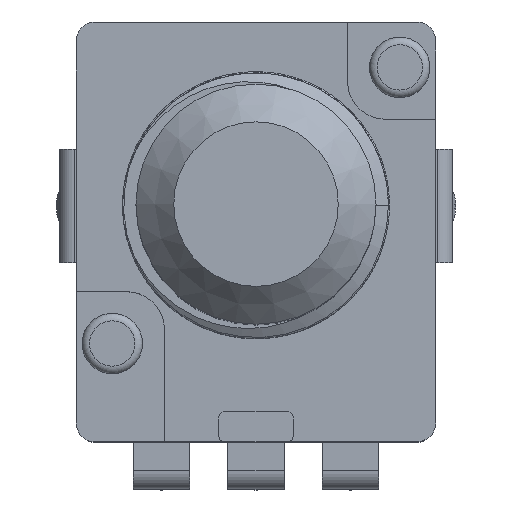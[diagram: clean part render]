
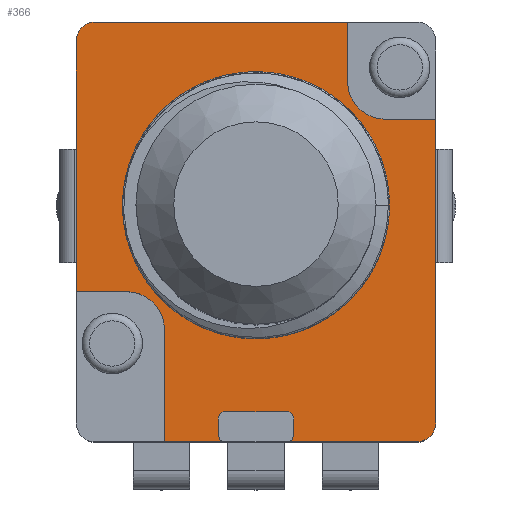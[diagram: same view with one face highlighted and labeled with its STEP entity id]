
A CAD part, top view. The second image highlights one B-rep face of the part: STEP entity #366.
In plain terms, the highlighted planar face has unit normal (0, 0, 1).
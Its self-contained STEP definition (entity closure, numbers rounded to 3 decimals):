
#108 = VERTEX_POINT('',#109);
#109 = CARTESIAN_POINT('',(4.75,2.28,3.));
#115 = EDGE_CURVE('',#108,#116,#118,.T.);
#116 = VERTEX_POINT('',#117);
#117 = CARTESIAN_POINT('',(4.75,-5.75,3.));
#118 = LINE('',#119,#120);
#119 = CARTESIAN_POINT('',(4.75,4.85,3.));
#120 = VECTOR('',#121,1.);
#121 = DIRECTION('',(0.,-1.,0.));
#165 = VERTEX_POINT('',#166);
#166 = CARTESIAN_POINT('',(3.42,2.28,3.));
#172 = EDGE_CURVE('',#108,#165,#173,.T.);
#173 = LINE('',#174,#175);
#174 = CARTESIAN_POINT('',(4.75,2.28,3.));
#175 = VECTOR('',#176,1.);
#176 = DIRECTION('',(-1.,0.,0.));
#195 = VERTEX_POINT('',#196);
#196 = CARTESIAN_POINT('',(-4.25,4.85,3.));
#202 = EDGE_CURVE('',#195,#203,#205,.T.);
#203 = VERTEX_POINT('',#204);
#204 = CARTESIAN_POINT('',(2.42,4.85,3.));
#205 = LINE('',#206,#207);
#206 = CARTESIAN_POINT('',(-4.75,4.85,3.));
#207 = VECTOR('',#208,1.);
#208 = DIRECTION('',(1.,0.,0.));
#227 = VERTEX_POINT('',#228);
#228 = CARTESIAN_POINT('',(2.42,3.28,3.));
#236 = EDGE_CURVE('',#227,#165,#237,.T.);
#237 = CIRCLE('',#238,1.);
#238 = AXIS2_PLACEMENT_3D('',#239,#240,#241);
#239 = CARTESIAN_POINT('',(3.42,3.28,3.));
#240 = DIRECTION('',(0.,0.,1.));
#241 = DIRECTION('',(1.,0.,0.));
#254 = EDGE_CURVE('',#203,#227,#255,.T.);
#255 = LINE('',#256,#257);
#256 = CARTESIAN_POINT('',(2.42,4.85,3.));
#257 = VECTOR('',#258,1.);
#258 = DIRECTION('',(0.,-1.,0.));
#347 = VERTEX_POINT('',#348);
#348 = CARTESIAN_POINT('',(4.25,-6.25,3.));
#354 = EDGE_CURVE('',#116,#347,#355,.T.);
#355 = CIRCLE('',#356,0.5);
#356 = AXIS2_PLACEMENT_3D('',#357,#358,#359);
#357 = CARTESIAN_POINT('',(4.25,-5.75,3.));
#358 = DIRECTION('',(-0.,-0.,-1.));
#359 = DIRECTION('',(0.,-1.,0.));
#366 = ADVANCED_FACE('',(#367),#491,.F.);
#367 = FACE_BOUND('',#368,.F.);
#368 = EDGE_LOOP('',(#369,#379,#386,#387,#388,#389,#390,#391,#392,#400,
    #409,#417,#426,#434,#443,#451,#460,#468,#476,#485));
#369 = ORIENTED_EDGE('',*,*,#370,.T.);
#370 = EDGE_CURVE('',#371,#373,#375,.T.);
#371 = VERTEX_POINT('',#372);
#372 = CARTESIAN_POINT('',(-4.75,-2.28,3.));
#373 = VERTEX_POINT('',#374);
#374 = CARTESIAN_POINT('',(-4.75,4.35,3.));
#375 = LINE('',#376,#377);
#376 = CARTESIAN_POINT('',(-4.75,-6.25,3.));
#377 = VECTOR('',#378,1.);
#378 = DIRECTION('',(0.,1.,0.));
#379 = ORIENTED_EDGE('',*,*,#380,.F.);
#380 = EDGE_CURVE('',#195,#373,#381,.T.);
#381 = CIRCLE('',#382,0.5);
#382 = AXIS2_PLACEMENT_3D('',#383,#384,#385);
#383 = CARTESIAN_POINT('',(-4.25,4.35,3.));
#384 = DIRECTION('',(-0.,0.,1.));
#385 = DIRECTION('',(0.,-1.,0.));
#386 = ORIENTED_EDGE('',*,*,#202,.T.);
#387 = ORIENTED_EDGE('',*,*,#254,.T.);
#388 = ORIENTED_EDGE('',*,*,#236,.T.);
#389 = ORIENTED_EDGE('',*,*,#172,.F.);
#390 = ORIENTED_EDGE('',*,*,#115,.T.);
#391 = ORIENTED_EDGE('',*,*,#354,.T.);
#392 = ORIENTED_EDGE('',*,*,#393,.T.);
#393 = EDGE_CURVE('',#347,#394,#396,.T.);
#394 = VERTEX_POINT('',#395);
#395 = CARTESIAN_POINT('',(0.8,-6.25,3.));
#396 = LINE('',#397,#398);
#397 = CARTESIAN_POINT('',(4.75,-6.25,3.));
#398 = VECTOR('',#399,1.);
#399 = DIRECTION('',(-1.,0.,0.));
#400 = ORIENTED_EDGE('',*,*,#401,.T.);
#401 = EDGE_CURVE('',#394,#402,#404,.T.);
#402 = VERTEX_POINT('',#403);
#403 = CARTESIAN_POINT('',(1.,-6.05,3.));
#404 = CIRCLE('',#405,0.2);
#405 = AXIS2_PLACEMENT_3D('',#406,#407,#408);
#406 = CARTESIAN_POINT('',(0.8,-6.05,3.));
#407 = DIRECTION('',(0.,0.,1.));
#408 = DIRECTION('',(1.,0.,0.));
#409 = ORIENTED_EDGE('',*,*,#410,.F.);
#410 = EDGE_CURVE('',#411,#402,#413,.T.);
#411 = VERTEX_POINT('',#412);
#412 = CARTESIAN_POINT('',(1.,-5.65,3.));
#413 = LINE('',#414,#415);
#414 = CARTESIAN_POINT('',(1.,-5.65,3.));
#415 = VECTOR('',#416,1.);
#416 = DIRECTION('',(0.,-1.,0.));
#417 = ORIENTED_EDGE('',*,*,#418,.T.);
#418 = EDGE_CURVE('',#411,#419,#421,.T.);
#419 = VERTEX_POINT('',#420);
#420 = CARTESIAN_POINT('',(0.8,-5.45,3.));
#421 = CIRCLE('',#422,0.2);
#422 = AXIS2_PLACEMENT_3D('',#423,#424,#425);
#423 = CARTESIAN_POINT('',(0.8,-5.65,3.));
#424 = DIRECTION('',(0.,0.,1.));
#425 = DIRECTION('',(1.,0.,0.));
#426 = ORIENTED_EDGE('',*,*,#427,.F.);
#427 = EDGE_CURVE('',#428,#419,#430,.T.);
#428 = VERTEX_POINT('',#429);
#429 = CARTESIAN_POINT('',(-0.8,-5.45,3.));
#430 = LINE('',#431,#432);
#431 = CARTESIAN_POINT('',(-0.8,-5.45,3.));
#432 = VECTOR('',#433,1.);
#433 = DIRECTION('',(1.,0.,0.));
#434 = ORIENTED_EDGE('',*,*,#435,.T.);
#435 = EDGE_CURVE('',#428,#436,#438,.T.);
#436 = VERTEX_POINT('',#437);
#437 = CARTESIAN_POINT('',(-1.,-5.65,3.));
#438 = CIRCLE('',#439,0.2);
#439 = AXIS2_PLACEMENT_3D('',#440,#441,#442);
#440 = CARTESIAN_POINT('',(-0.8,-5.65,3.));
#441 = DIRECTION('',(0.,0.,1.));
#442 = DIRECTION('',(1.,0.,0.));
#443 = ORIENTED_EDGE('',*,*,#444,.F.);
#444 = EDGE_CURVE('',#445,#436,#447,.T.);
#445 = VERTEX_POINT('',#446);
#446 = CARTESIAN_POINT('',(-1.,-6.05,3.));
#447 = LINE('',#448,#449);
#448 = CARTESIAN_POINT('',(-1.,-6.05,3.));
#449 = VECTOR('',#450,1.);
#450 = DIRECTION('',(0.,1.,0.));
#451 = ORIENTED_EDGE('',*,*,#452,.T.);
#452 = EDGE_CURVE('',#445,#453,#455,.T.);
#453 = VERTEX_POINT('',#454);
#454 = CARTESIAN_POINT('',(-0.8,-6.25,3.));
#455 = CIRCLE('',#456,0.2);
#456 = AXIS2_PLACEMENT_3D('',#457,#458,#459);
#457 = CARTESIAN_POINT('',(-0.8,-6.05,3.));
#458 = DIRECTION('',(0.,0.,1.));
#459 = DIRECTION('',(1.,0.,0.));
#460 = ORIENTED_EDGE('',*,*,#461,.T.);
#461 = EDGE_CURVE('',#453,#462,#464,.T.);
#462 = VERTEX_POINT('',#463);
#463 = CARTESIAN_POINT('',(-2.42,-6.25,3.));
#464 = LINE('',#465,#466);
#465 = CARTESIAN_POINT('',(4.75,-6.25,3.));
#466 = VECTOR('',#467,1.);
#467 = DIRECTION('',(-1.,0.,0.));
#468 = ORIENTED_EDGE('',*,*,#469,.T.);
#469 = EDGE_CURVE('',#462,#470,#472,.T.);
#470 = VERTEX_POINT('',#471);
#471 = CARTESIAN_POINT('',(-2.42,-3.28,3.));
#472 = LINE('',#473,#474);
#473 = CARTESIAN_POINT('',(-2.42,-6.25,3.));
#474 = VECTOR('',#475,1.);
#475 = DIRECTION('',(0.,1.,0.));
#476 = ORIENTED_EDGE('',*,*,#477,.T.);
#477 = EDGE_CURVE('',#470,#478,#480,.T.);
#478 = VERTEX_POINT('',#479);
#479 = CARTESIAN_POINT('',(-3.42,-2.28,3.));
#480 = CIRCLE('',#481,1.);
#481 = AXIS2_PLACEMENT_3D('',#482,#483,#484);
#482 = CARTESIAN_POINT('',(-3.42,-3.28,3.));
#483 = DIRECTION('',(0.,0.,1.));
#484 = DIRECTION('',(1.,0.,0.));
#485 = ORIENTED_EDGE('',*,*,#486,.T.);
#486 = EDGE_CURVE('',#478,#371,#487,.T.);
#487 = LINE('',#488,#489);
#488 = CARTESIAN_POINT('',(-3.42,-2.28,3.));
#489 = VECTOR('',#490,1.);
#490 = DIRECTION('',(-1.,0.,0.));
#491 = PLANE('',#492);
#492 = AXIS2_PLACEMENT_3D('',#493,#494,#495);
#493 = CARTESIAN_POINT('',(0.,-0.7,3.));
#494 = DIRECTION('',(-0.,-0.,-1.));
#495 = DIRECTION('',(-1.,0.,0.));
